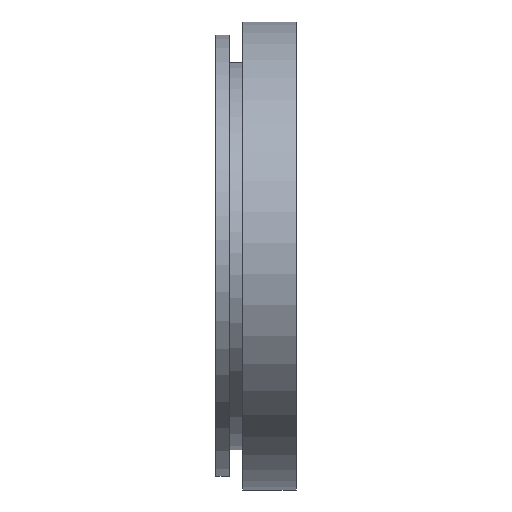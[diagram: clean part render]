
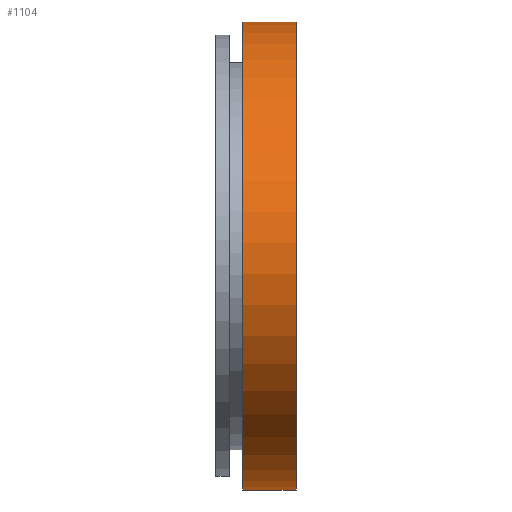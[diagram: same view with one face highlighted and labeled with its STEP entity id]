
A CAD part, front view. The second image highlights one B-rep face of the part: STEP entity #1104.
In plain terms, the highlighted free-form (B-spline) face has degree [3, 1] with [19, 2] control points.
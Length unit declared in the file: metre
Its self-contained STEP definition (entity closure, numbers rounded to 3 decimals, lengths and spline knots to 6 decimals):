
#42=B_SPLINE_SURFACE_WITH_KNOTS('',3,1,((#1854,#1855),(#1856,#1857),(#1858,
#1859),(#1860,#1861),(#1862,#1863),(#1864,#1865),(#1866,#1867),(#1868,#1869),
(#1870,#1871),(#1872,#1873),(#1874,#1875),(#1876,#1877),(#1878,#1879),(#1880,
#1881),(#1882,#1883),(#1884,#1885),(#1886,#1887),(#1888,#1889),(#1890,#1891)),
 .SURF_OF_LINEAR_EXTRUSION.,.T.,.F.,.F.,(1,1,1,1,1,1,1,1,1,1,1,1,1,1,1,
1,1,1,1,1,1,1,1),(2,2),(-1.178097,-0.785398,-0.392699,
0.,0.392699,0.785398,1.178097,1.570796,
1.963495,2.356194,2.748894,3.141593,3.534292,
3.926991,4.31969,4.712389,5.105088,5.497787,
5.890486,6.283185,6.675884,7.068583,7.461283),
(0.,1.),.UNSPECIFIED.);
#207=ORIENTED_EDGE('',*,*,#453,.F.);
#208=ORIENTED_EDGE('',*,*,#448,.T.);
#448=EDGE_CURVE('',#571,#571,#684,.T.);
#453=EDGE_CURVE('',#576,#576,#685,.T.);
#571=VERTEX_POINT('',#1693);
#576=VERTEX_POINT('',#1893);
#684=ELLIPSE('',#1182,0.045,0.035);
#685=ELLIPSE('',#1187,0.045,0.035);
#690=EDGE_LOOP('',(#207));
#691=EDGE_LOOP('',(#208));
#892=FACE_BOUND('',#690,.T.);
#893=FACE_BOUND('',#691,.T.);
#1104=ADVANCED_FACE('',(#892,#893),#42,.F.);
#1182=AXIS2_PLACEMENT_3D('',#1692,#1349,#1350);
#1187=AXIS2_PLACEMENT_3D('',#1892,#1359,#1360);
#1349=DIRECTION('',(1.,0.,0.));
#1350=DIRECTION('',(0.,1.,0.));
#1359=DIRECTION('',(1.,0.,0.));
#1360=DIRECTION('',(0.,1.,0.));
#1692=CARTESIAN_POINT('',(-0.003,0.,0.));
#1693=CARTESIAN_POINT('',(-0.003,0.045,0.));
#1854=CARTESIAN_POINT('',(0.005,0.042657,-0.013743));
#1855=CARTESIAN_POINT('',(-0.003,0.042657,-0.013743));
#1856=CARTESIAN_POINT('',(0.005,0.046172,0.));
#1857=CARTESIAN_POINT('',(-0.003,0.046172,0.));
#1858=CARTESIAN_POINT('',(0.005,0.042657,0.013743));
#1859=CARTESIAN_POINT('',(-0.003,0.042657,0.013743));
#1860=CARTESIAN_POINT('',(0.005,0.032648,0.025393));
#1861=CARTESIAN_POINT('',(-0.003,0.032648,0.025393));
#1862=CARTESIAN_POINT('',(0.005,0.017669,0.033178));
#1863=CARTESIAN_POINT('',(-0.003,0.017669,0.033178));
#1864=CARTESIAN_POINT('',(0.005,0.,0.035911));
#1865=CARTESIAN_POINT('',(-0.003,0.,0.035911));
#1866=CARTESIAN_POINT('',(0.005,-0.017669,0.033178));
#1867=CARTESIAN_POINT('',(-0.003,-0.017669,0.033178));
#1868=CARTESIAN_POINT('',(0.005,-0.032648,0.025393));
#1869=CARTESIAN_POINT('',(-0.003,-0.032648,0.025393));
#1870=CARTESIAN_POINT('',(0.005,-0.042657,0.013743));
#1871=CARTESIAN_POINT('',(-0.003,-0.042657,0.013743));
#1872=CARTESIAN_POINT('',(0.005,-0.046172,0.));
#1873=CARTESIAN_POINT('',(-0.003,-0.046172,0.));
#1874=CARTESIAN_POINT('',(0.005,-0.042657,-0.013743));
#1875=CARTESIAN_POINT('',(-0.003,-0.042657,-0.013743));
#1876=CARTESIAN_POINT('',(0.005,-0.032648,-0.025393));
#1877=CARTESIAN_POINT('',(-0.003,-0.032648,-0.025393));
#1878=CARTESIAN_POINT('',(0.005,-0.017669,-0.033178));
#1879=CARTESIAN_POINT('',(-0.003,-0.017669,-0.033178));
#1880=CARTESIAN_POINT('',(0.005,0.,-0.035911));
#1881=CARTESIAN_POINT('',(-0.003,0.,-0.035911));
#1882=CARTESIAN_POINT('',(0.005,0.017669,-0.033178));
#1883=CARTESIAN_POINT('',(-0.003,0.017669,-0.033178));
#1884=CARTESIAN_POINT('',(0.005,0.032648,-0.025393));
#1885=CARTESIAN_POINT('',(-0.003,0.032648,-0.025393));
#1886=CARTESIAN_POINT('',(0.005,0.042657,-0.013743));
#1887=CARTESIAN_POINT('',(-0.003,0.042657,-0.013743));
#1888=CARTESIAN_POINT('',(0.005,0.046172,0.));
#1889=CARTESIAN_POINT('',(-0.003,0.046172,0.));
#1890=CARTESIAN_POINT('',(0.005,0.042657,0.013743));
#1891=CARTESIAN_POINT('',(-0.003,0.042657,0.013743));
#1892=CARTESIAN_POINT('',(0.005,0.,0.));
#1893=CARTESIAN_POINT('',(0.005,0.045,0.));
